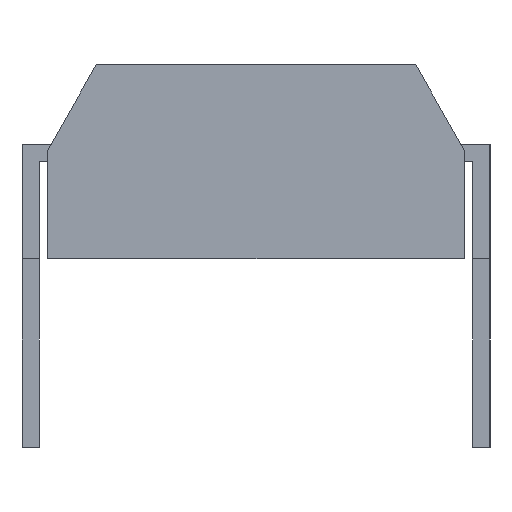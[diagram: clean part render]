
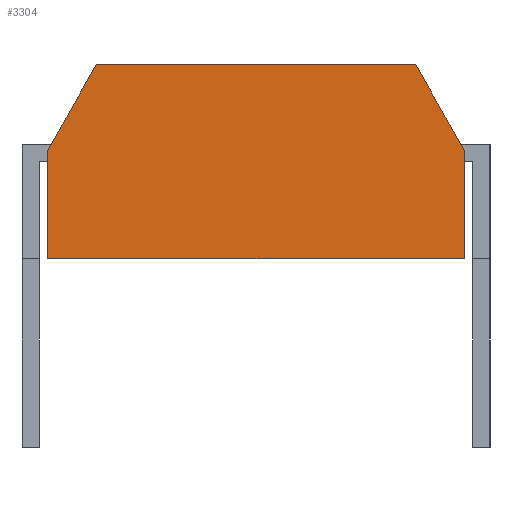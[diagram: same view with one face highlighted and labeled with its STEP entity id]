
A CAD part, left-side view. The second image highlights one B-rep face of the part: STEP entity #3304.
In plain terms, the highlighted planar face has unit normal (-1, 0, 0).
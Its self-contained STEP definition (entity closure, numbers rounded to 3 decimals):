
#33 = VERTEX_POINT('',#34);
#34 = CARTESIAN_POINT('',(-17.336,3.651,0.));
#43 = PLANE('',#44);
#44 = AXIS2_PLACEMENT_3D('',#45,#46,#47);
#45 = CARTESIAN_POINT('',(-17.336,3.651,0.));
#46 = DIRECTION('',(0.,0.,1.));
#47 = DIRECTION('',(1.,0.,0.));
#55 = PLANE('',#56);
#56 = AXIS2_PLACEMENT_3D('',#57,#58,#59);
#57 = CARTESIAN_POINT('',(-17.336,3.651,0.));
#58 = DIRECTION('',(0.,1.,0.));
#59 = DIRECTION('',(1.,0.,0.));
#96 = VERTEX_POINT('',#97);
#97 = CARTESIAN_POINT('',(-17.336,-3.651,0.));
#111 = PLANE('',#112);
#112 = AXIS2_PLACEMENT_3D('',#113,#114,#115);
#113 = CARTESIAN_POINT('',(17.336,-3.651,0.));
#114 = DIRECTION('',(0.,-1.,0.));
#115 = DIRECTION('',(-1.,0.,0.));
#123 = EDGE_CURVE('',#96,#33,#124,.T.);
#124 = SURFACE_CURVE('',#125,(#129,#136),.PCURVE_S1.);
#125 = LINE('',#126,#127);
#126 = CARTESIAN_POINT('',(-17.336,-3.651,0.));
#127 = VECTOR('',#128,1.);
#128 = DIRECTION('',(0.,1.,0.));
#129 = PCURVE('',#43,#130);
#130 = DEFINITIONAL_REPRESENTATION('',(#131),#135);
#131 = LINE('',#132,#133);
#132 = CARTESIAN_POINT('',(0.,-7.302));
#133 = VECTOR('',#134,1.);
#134 = DIRECTION('',(0.,1.));
#135 = ( GEOMETRIC_REPRESENTATION_CONTEXT(2) 
PARAMETRIC_REPRESENTATION_CONTEXT() REPRESENTATION_CONTEXT('2D SPACE',''
  ) );
#136 = PCURVE('',#137,#142);
#137 = PLANE('',#138);
#138 = AXIS2_PLACEMENT_3D('',#139,#140,#141);
#139 = CARTESIAN_POINT('',(-17.336,-3.651,0.));
#140 = DIRECTION('',(-1.,0.,0.));
#141 = DIRECTION('',(0.,1.,0.));
#142 = DEFINITIONAL_REPRESENTATION('',(#143),#147);
#143 = LINE('',#144,#145);
#144 = CARTESIAN_POINT('',(0.,0.));
#145 = VECTOR('',#146,1.);
#146 = DIRECTION('',(1.,0.));
#147 = ( GEOMETRIC_REPRESENTATION_CONTEXT(2) 
PARAMETRIC_REPRESENTATION_CONTEXT() REPRESENTATION_CONTEXT('2D SPACE',''
  ) );
#153 = EDGE_CURVE('',#33,#154,#156,.T.);
#154 = VERTEX_POINT('',#155);
#155 = CARTESIAN_POINT('',(-17.336,3.651,1.9));
#156 = SURFACE_CURVE('',#157,(#161,#168),.PCURVE_S1.);
#157 = LINE('',#158,#159);
#158 = CARTESIAN_POINT('',(-17.336,3.651,0.));
#159 = VECTOR('',#160,1.);
#160 = DIRECTION('',(0.,0.,1.));
#161 = PCURVE('',#55,#162);
#162 = DEFINITIONAL_REPRESENTATION('',(#163),#167);
#163 = LINE('',#164,#165);
#164 = CARTESIAN_POINT('',(0.,0.));
#165 = VECTOR('',#166,1.);
#166 = DIRECTION('',(0.,-1.));
#167 = ( GEOMETRIC_REPRESENTATION_CONTEXT(2) 
PARAMETRIC_REPRESENTATION_CONTEXT() REPRESENTATION_CONTEXT('2D SPACE',''
  ) );
#168 = PCURVE('',#137,#169);
#169 = DEFINITIONAL_REPRESENTATION('',(#170),#174);
#170 = LINE('',#171,#172);
#171 = CARTESIAN_POINT('',(7.302,0.));
#172 = VECTOR('',#173,1.);
#173 = DIRECTION('',(0.,-1.));
#174 = ( GEOMETRIC_REPRESENTATION_CONTEXT(2) 
PARAMETRIC_REPRESENTATION_CONTEXT() REPRESENTATION_CONTEXT('2D SPACE',''
  ) );
#192 = PLANE('',#193);
#193 = AXIS2_PLACEMENT_3D('',#194,#195,#196);
#194 = CARTESIAN_POINT('',(-17.336,3.651,1.9));
#195 = DIRECTION('',(0.,-0.87,-0.493));
#196 = DIRECTION('',(0.,-0.493,0.87));
#1681 = PLANE('',#1682);
#1682 = AXIS2_PLACEMENT_3D('',#1683,#1684,#1685);
#1683 = CARTESIAN_POINT('',(-17.336,3.651,3.4));
#1684 = DIRECTION('',(0.,0.,1.));
#1685 = DIRECTION('',(1.,0.,0.));
#1810 = PLANE('',#1811);
#1811 = AXIS2_PLACEMENT_3D('',#1812,#1813,#1814);
#1812 = CARTESIAN_POINT('',(-17.336,-3.651,1.9));
#1813 = DIRECTION('',(0.,-0.87,0.493));
#1814 = DIRECTION('',(0.,0.493,0.87));
#3262 = VERTEX_POINT('',#3263);
#3263 = CARTESIAN_POINT('',(-17.336,-3.651,1.9));
#3284 = EDGE_CURVE('',#96,#3262,#3285,.T.);
#3285 = SURFACE_CURVE('',#3286,(#3290,#3297),.PCURVE_S1.);
#3286 = LINE('',#3287,#3288);
#3287 = CARTESIAN_POINT('',(-17.336,-3.651,0.));
#3288 = VECTOR('',#3289,1.);
#3289 = DIRECTION('',(0.,0.,1.));
#3290 = PCURVE('',#111,#3291);
#3291 = DEFINITIONAL_REPRESENTATION('',(#3292),#3296);
#3292 = LINE('',#3293,#3294);
#3293 = CARTESIAN_POINT('',(34.671,0.));
#3294 = VECTOR('',#3295,1.);
#3295 = DIRECTION('',(0.,-1.));
#3296 = ( GEOMETRIC_REPRESENTATION_CONTEXT(2) 
PARAMETRIC_REPRESENTATION_CONTEXT() REPRESENTATION_CONTEXT('2D SPACE',''
  ) );
#3297 = PCURVE('',#137,#3298);
#3298 = DEFINITIONAL_REPRESENTATION('',(#3299),#3303);
#3299 = LINE('',#3300,#3301);
#3300 = CARTESIAN_POINT('',(0.,0.));
#3301 = VECTOR('',#3302,1.);
#3302 = DIRECTION('',(0.,-1.));
#3303 = ( GEOMETRIC_REPRESENTATION_CONTEXT(2) 
PARAMETRIC_REPRESENTATION_CONTEXT() REPRESENTATION_CONTEXT('2D SPACE',''
  ) );
#3304 = ADVANCED_FACE('',(#3305),#137,.T.);
#3305 = FACE_BOUND('',#3306,.T.);
#3306 = EDGE_LOOP('',(#3307,#3308,#3309,#3332,#3355,#3376));
#3307 = ORIENTED_EDGE('',*,*,#123,.F.);
#3308 = ORIENTED_EDGE('',*,*,#3284,.T.);
#3309 = ORIENTED_EDGE('',*,*,#3310,.T.);
#3310 = EDGE_CURVE('',#3262,#3311,#3313,.T.);
#3311 = VERTEX_POINT('',#3312);
#3312 = CARTESIAN_POINT('',(-17.336,-2.8,3.4));
#3313 = SURFACE_CURVE('',#3314,(#3318,#3325),.PCURVE_S1.);
#3314 = LINE('',#3315,#3316);
#3315 = CARTESIAN_POINT('',(-17.336,-3.651,1.9));
#3316 = VECTOR('',#3317,1.);
#3317 = DIRECTION('',(0.,0.493,0.87));
#3318 = PCURVE('',#137,#3319);
#3319 = DEFINITIONAL_REPRESENTATION('',(#3320),#3324);
#3320 = LINE('',#3321,#3322);
#3321 = CARTESIAN_POINT('',(0.,-1.9));
#3322 = VECTOR('',#3323,1.);
#3323 = DIRECTION('',(0.493,-0.87));
#3324 = ( GEOMETRIC_REPRESENTATION_CONTEXT(2) 
PARAMETRIC_REPRESENTATION_CONTEXT() REPRESENTATION_CONTEXT('2D SPACE',''
  ) );
#3325 = PCURVE('',#1810,#3326);
#3326 = DEFINITIONAL_REPRESENTATION('',(#3327),#3331);
#3327 = LINE('',#3328,#3329);
#3328 = CARTESIAN_POINT('',(0.,0.));
#3329 = VECTOR('',#3330,1.);
#3330 = DIRECTION('',(1.,0.));
#3331 = ( GEOMETRIC_REPRESENTATION_CONTEXT(2) 
PARAMETRIC_REPRESENTATION_CONTEXT() REPRESENTATION_CONTEXT('2D SPACE',''
  ) );
#3332 = ORIENTED_EDGE('',*,*,#3333,.T.);
#3333 = EDGE_CURVE('',#3311,#3334,#3336,.T.);
#3334 = VERTEX_POINT('',#3335);
#3335 = CARTESIAN_POINT('',(-17.336,2.8,3.4));
#3336 = SURFACE_CURVE('',#3337,(#3341,#3348),.PCURVE_S1.);
#3337 = LINE('',#3338,#3339);
#3338 = CARTESIAN_POINT('',(-17.336,-3.651,3.4));
#3339 = VECTOR('',#3340,1.);
#3340 = DIRECTION('',(0.,1.,0.));
#3341 = PCURVE('',#137,#3342);
#3342 = DEFINITIONAL_REPRESENTATION('',(#3343),#3347);
#3343 = LINE('',#3344,#3345);
#3344 = CARTESIAN_POINT('',(0.,-3.4));
#3345 = VECTOR('',#3346,1.);
#3346 = DIRECTION('',(1.,0.));
#3347 = ( GEOMETRIC_REPRESENTATION_CONTEXT(2) 
PARAMETRIC_REPRESENTATION_CONTEXT() REPRESENTATION_CONTEXT('2D SPACE',''
  ) );
#3348 = PCURVE('',#1681,#3349);
#3349 = DEFINITIONAL_REPRESENTATION('',(#3350),#3354);
#3350 = LINE('',#3351,#3352);
#3351 = CARTESIAN_POINT('',(0.,-7.302));
#3352 = VECTOR('',#3353,1.);
#3353 = DIRECTION('',(0.,1.));
#3354 = ( GEOMETRIC_REPRESENTATION_CONTEXT(2) 
PARAMETRIC_REPRESENTATION_CONTEXT() REPRESENTATION_CONTEXT('2D SPACE',''
  ) );
#3355 = ORIENTED_EDGE('',*,*,#3356,.F.);
#3356 = EDGE_CURVE('',#154,#3334,#3357,.T.);
#3357 = SURFACE_CURVE('',#3358,(#3362,#3369),.PCURVE_S1.);
#3358 = LINE('',#3359,#3360);
#3359 = CARTESIAN_POINT('',(-17.336,3.651,1.9));
#3360 = VECTOR('',#3361,1.);
#3361 = DIRECTION('',(0.,-0.493,0.87));
#3362 = PCURVE('',#137,#3363);
#3363 = DEFINITIONAL_REPRESENTATION('',(#3364),#3368);
#3364 = LINE('',#3365,#3366);
#3365 = CARTESIAN_POINT('',(7.302,-1.9));
#3366 = VECTOR('',#3367,1.);
#3367 = DIRECTION('',(-0.493,-0.87));
#3368 = ( GEOMETRIC_REPRESENTATION_CONTEXT(2) 
PARAMETRIC_REPRESENTATION_CONTEXT() REPRESENTATION_CONTEXT('2D SPACE',''
  ) );
#3369 = PCURVE('',#192,#3370);
#3370 = DEFINITIONAL_REPRESENTATION('',(#3371),#3375);
#3371 = LINE('',#3372,#3373);
#3372 = CARTESIAN_POINT('',(0.,0.));
#3373 = VECTOR('',#3374,1.);
#3374 = DIRECTION('',(1.,0.));
#3375 = ( GEOMETRIC_REPRESENTATION_CONTEXT(2) 
PARAMETRIC_REPRESENTATION_CONTEXT() REPRESENTATION_CONTEXT('2D SPACE',''
  ) );
#3376 = ORIENTED_EDGE('',*,*,#153,.F.);
